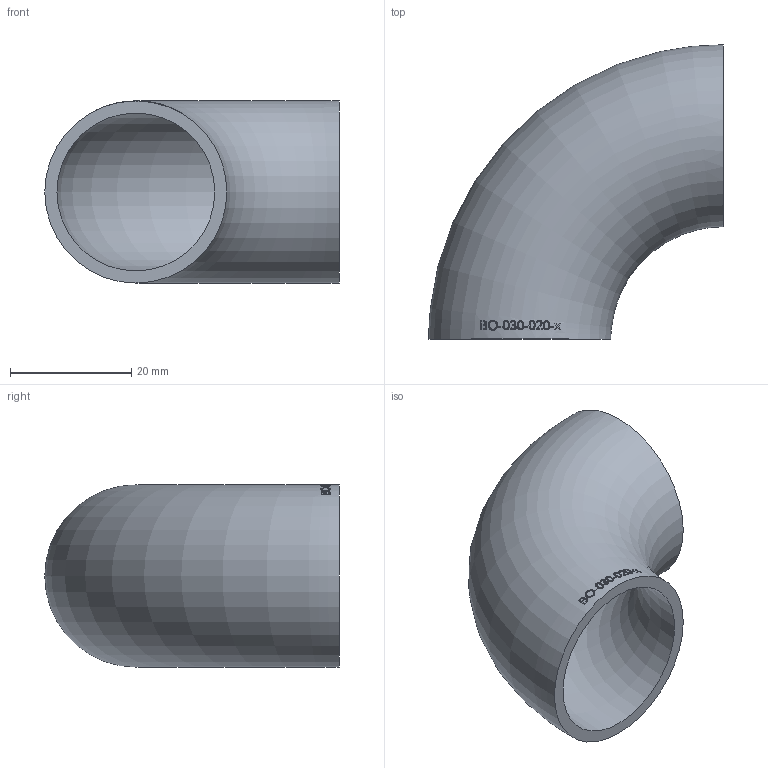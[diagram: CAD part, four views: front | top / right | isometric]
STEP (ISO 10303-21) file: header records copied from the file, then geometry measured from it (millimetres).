
FILE_DESCRIPTION (( 'STEP AP214' ), '1' );
FILE_NAME ('BO-030-020-x Bogen 1911.STEP', '2019-11-06T10:43:38', ( '' ), ( '' ), 'SwSTEP 2.0', 'SolidWorks 2016', '' );
FILE_SCHEMA (( 'AUTOMOTIVE_DESIGN' ));
Length unit declared in the file: millimetre
Products named in the file (1): BO-030-020-x Bogen 1911
Bounding box: 48.5 x 48.5 x 30 mm (x, y, z)
Volume: 9257.5 mm3; surface area: 9612.1 mm2
Topology: 1 solids, 1 shells, 137 faces, 352 edges, 235 vertices
Faces by surface type: bspline 66, plane 50, torus 21
Entity records: 8737 total; most frequent: CARTESIAN_POINT 4647, ORIENTED_EDGE 692, EDGE_CURVE 346, DIRECTION 266, VERTEX_POINT 232, B_SPLINE_CURVE_WITH_KNOTS 228, EDGE_LOOP 160, FACE_OUTER_BOUND 139
